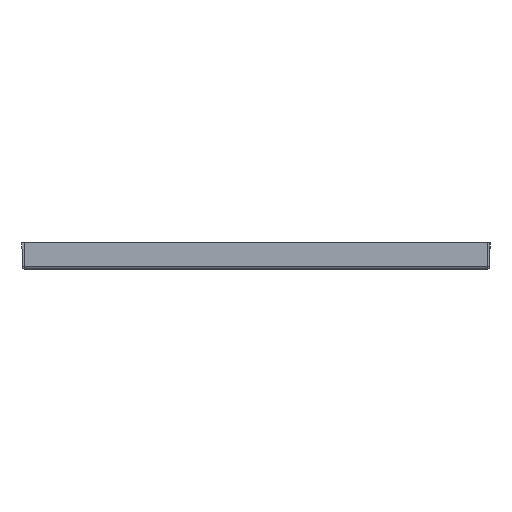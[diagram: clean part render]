
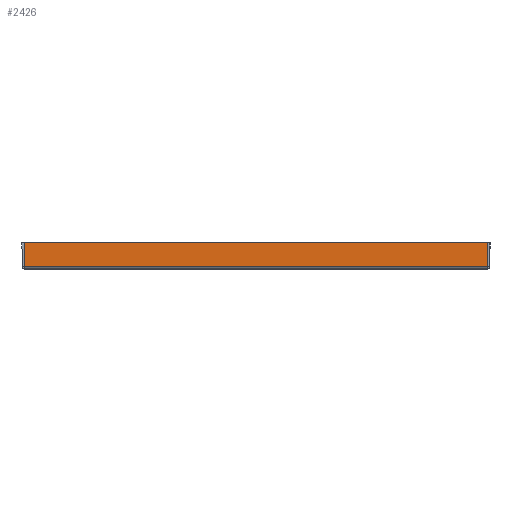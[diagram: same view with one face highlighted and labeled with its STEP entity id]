
A CAD part, left-side view. The second image highlights one B-rep face of the part: STEP entity #2426.
In plain terms, the highlighted planar face has unit normal (-1, 0, 0).
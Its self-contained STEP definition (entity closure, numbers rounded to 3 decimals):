
#37 = DIRECTION ( 'NONE',  ( 0., 0., -1. ) ) ;
#38 = DIRECTION ( 'NONE',  ( 1., 0., 0. ) ) ;
#45 = PLANE ( 'NONE',  #2437 ) ;
#53 = CARTESIAN_POINT ( 'NONE',  ( -848.5, -145.99, 1.5 ) ) ;
#522 = CARTESIAN_POINT ( 'NONE',  ( -848.5, -145.99, 1.6 ) ) ;
#536 = CARTESIAN_POINT ( 'NONE',  ( -848.5, 145.99, 1.6 ) ) ;
#733 = EDGE_CURVE ( 'NONE', #2194, #2189, #2595, .T. ) ;
#735 = EDGE_CURVE ( 'NONE', #2194, #2168, #2621, .T. ) ;
#736 = EDGE_CURVE ( 'NONE', #2154, #2189, #2623, .T. ) ;
#741 = EDGE_CURVE ( 'NONE', #2168, #2154, #2620, .T. ) ;
#831 = FACE_OUTER_BOUND ( 'NONE', #3098, .T. ) ;
#1215 = CARTESIAN_POINT ( 'NONE',  ( -848.5, -145.99, 16.5 ) ) ;
#1694 = ORIENTED_EDGE ( 'NONE', *, *, #735, .T. ) ;
#1746 = ORIENTED_EDGE ( 'NONE', *, *, #736, .T. ) ;
#1850 = ORIENTED_EDGE ( 'NONE', *, *, #733, .F. ) ;
#1955 = ORIENTED_EDGE ( 'NONE', *, *, #741, .T. ) ;
#2154 = VERTEX_POINT ( 'NONE', #2560 ) ;
#2168 = VERTEX_POINT ( 'NONE', #1215 ) ;
#2189 = VERTEX_POINT ( 'NONE', #536 ) ;
#2194 = VERTEX_POINT ( 'NONE', #522 ) ;
#2426 = ADVANCED_FACE ( 'NONE', ( #831 ), #45, .F. ) ;
#2437 = AXIS2_PLACEMENT_3D ( 'NONE', #53, #38, #37 ) ;
#2560 = CARTESIAN_POINT ( 'NONE',  ( -848.5, 145.99, 16.5 ) ) ;
#2593 = VECTOR ( 'NONE', #3334, 1000. ) ;
#2595 = LINE ( 'NONE', #3371, #2649 ) ;
#2620 = LINE ( 'NONE', #3352, #2643 ) ;
#2621 = LINE ( 'NONE', #3343, #2647 ) ;
#2623 = LINE ( 'NONE', #3353, #2593 ) ;
#2643 = VECTOR ( 'NONE', #3351, 1000. ) ;
#2647 = VECTOR ( 'NONE', #3341, 1000. ) ;
#2649 = VECTOR ( 'NONE', #3356, 1000. ) ;
#3098 = EDGE_LOOP ( 'NONE', ( #1850, #1694, #1955, #1746 ) ) ;
#3334 = DIRECTION ( 'NONE',  ( 0., 0., -1. ) ) ;
#3341 = DIRECTION ( 'NONE',  ( 0., 0., 1. ) ) ;
#3343 = CARTESIAN_POINT ( 'NONE',  ( -848.5, -145.99, 16.5 ) ) ;
#3351 = DIRECTION ( 'NONE',  ( 0., 1., 0. ) ) ;
#3352 = CARTESIAN_POINT ( 'NONE',  ( -848.5, 145.99, 16.5 ) ) ;
#3353 = CARTESIAN_POINT ( 'NONE',  ( -848.5, 145.99, 1.5 ) ) ;
#3356 = DIRECTION ( 'NONE',  ( 0., 1., 0. ) ) ;
#3371 = CARTESIAN_POINT ( 'NONE',  ( -848.5, -145.99, 1.6 ) ) ;
